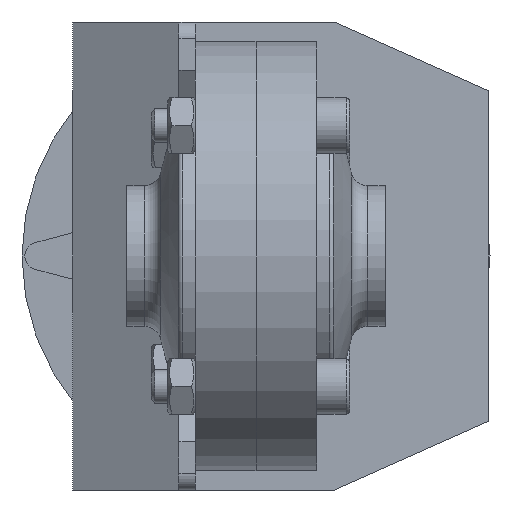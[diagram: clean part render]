
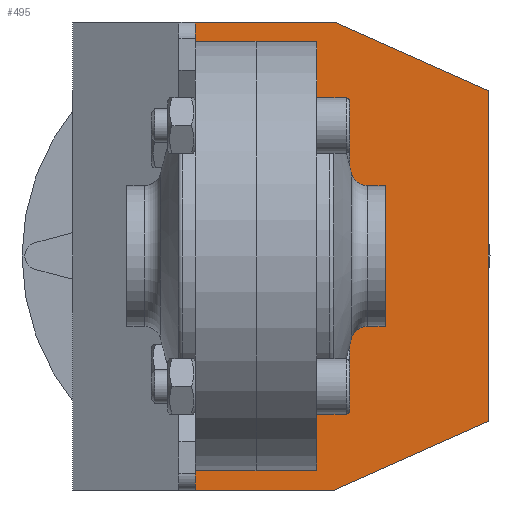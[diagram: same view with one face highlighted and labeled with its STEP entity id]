
A CAD part, front view. The second image highlights one B-rep face of the part: STEP entity #495.
In plain terms, the highlighted planar face has unit normal (0, -1, 0).
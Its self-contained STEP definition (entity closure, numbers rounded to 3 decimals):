
#495 = ADVANCED_FACE( '', ( #939, #940 ), #941, .F. );
#939 = FACE_BOUND( '', #1517, .T. );
#940 = FACE_OUTER_BOUND( '', #1518, .T. );
#941 = PLANE( '', #1519 );
#1517 = EDGE_LOOP( '', ( #2710 ) );
#1518 = EDGE_LOOP( '', ( #2711, #2712, #2713, #2714, #2715, #2716 ) );
#1519 = AXIS2_PLACEMENT_3D( '', #2717, #2718, #2719 );
#2710 = ORIENTED_EDGE( '', *, *, #3508, .T. );
#2711 = ORIENTED_EDGE( '', *, *, #3474, .F. );
#2712 = ORIENTED_EDGE( '', *, *, #3509, .T. );
#2713 = ORIENTED_EDGE( '', *, *, #3505, .T. );
#2714 = ORIENTED_EDGE( '', *, *, #3510, .T. );
#2715 = ORIENTED_EDGE( '', *, *, #3490, .T. );
#2716 = ORIENTED_EDGE( '', *, *, #3468, .F. );
#2717 = CARTESIAN_POINT( '', ( -53.2, 66.7, 42.5 ) );
#2718 = DIRECTION( '', ( 0., 1., 0. ) );
#2719 = DIRECTION( '', ( 0., 0., 1. ) );
#3468 = EDGE_CURVE( '', #4073, #4071, #4075, .T. );
#3474 = EDGE_CURVE( '', #4084, #4073, #4087, .T. );
#3490 = EDGE_CURVE( '', #4101, #4071, #4109, .T. );
#3505 = EDGE_CURVE( '', #4131, #4132, #4133, .T. );
#3508 = EDGE_CURVE( '', #4136, #4136, #4137, .T. );
#3509 = EDGE_CURVE( '', #4084, #4131, #4138, .T. );
#3510 = EDGE_CURVE( '', #4132, #4101, #4139, .T. );
#4071 = VERTEX_POINT( '', #5350 );
#4073 = VERTEX_POINT( '', #5353 );
#4075 = LINE( '', #5356, #5357 );
#4084 = VERTEX_POINT( '', #5370 );
#4087 = LINE( '', #5374, #5375 );
#4101 = VERTEX_POINT( '', #5400 );
#4109 = LINE( '', #5412, #5413 );
#4131 = VERTEX_POINT( '', #5448 );
#4132 = VERTEX_POINT( '', #5449 );
#4133 = LINE( '', #5450, #5451 );
#4136 = VERTEX_POINT( '', #5456 );
#4137 = CIRCLE( '', #5457, 17. );
#4138 = LINE( '', #5458, #5459 );
#4139 = LINE( '', #5460, #5461 );
#5350 = CARTESIAN_POINT( '', ( 19.3, 66.7, -42.5 ) );
#5353 = CARTESIAN_POINT( '', ( 19.3, 66.7, 42.5 ) );
#5356 = CARTESIAN_POINT( '', ( 19.3, 66.7, 42.5 ) );
#5357 = VECTOR( '', #6081, 1000. );
#5370 = CARTESIAN_POINT( '', ( -25.2, 66.7, 42.5 ) );
#5374 = CARTESIAN_POINT( '', ( -53.2, 66.7, 42.5 ) );
#5375 = VECTOR( '', #6087, 1000. );
#5400 = CARTESIAN_POINT( '', ( -25.2, 66.7, -42.5 ) );
#5412 = CARTESIAN_POINT( '', ( -53.2, 66.7, -42.5 ) );
#5413 = VECTOR( '', #6103, 1000. );
#5448 = CARTESIAN_POINT( '', ( -53.2, 66.7, 30. ) );
#5449 = CARTESIAN_POINT( '', ( -53.2, 66.7, -30. ) );
#5450 = CARTESIAN_POINT( '', ( -53.2, 66.7, 42.5 ) );
#5451 = VECTOR( '', #6120, 1000. );
#5456 = CARTESIAN_POINT( '', ( -11., 66.7, 17. ) );
#5457 = AXIS2_PLACEMENT_3D( '', #6123, #6124, #6125 );
#5458 = CARTESIAN_POINT( '', ( -25.2, 66.7, 42.5 ) );
#5459 = VECTOR( '', #6126, 1000. );
#5460 = CARTESIAN_POINT( '', ( -53.2, 66.7, -30. ) );
#5461 = VECTOR( '', #6127, 1000. );
#6081 = DIRECTION( '', ( 0., 0., -1. ) );
#6087 = DIRECTION( '', ( 1., 0., 0. ) );
#6103 = DIRECTION( '', ( 1., 0., 0. ) );
#6120 = DIRECTION( '', ( 0., 0., -1. ) );
#6123 = CARTESIAN_POINT( '', ( -11., 66.7, 0. ) );
#6124 = DIRECTION( '', ( 0., 1., 0. ) );
#6125 = DIRECTION( '', ( 0., 0., 1. ) );
#6126 = DIRECTION( '', ( -0.913, 0., -0.408 ) );
#6127 = DIRECTION( '', ( 0.913, 0., -0.408 ) );
